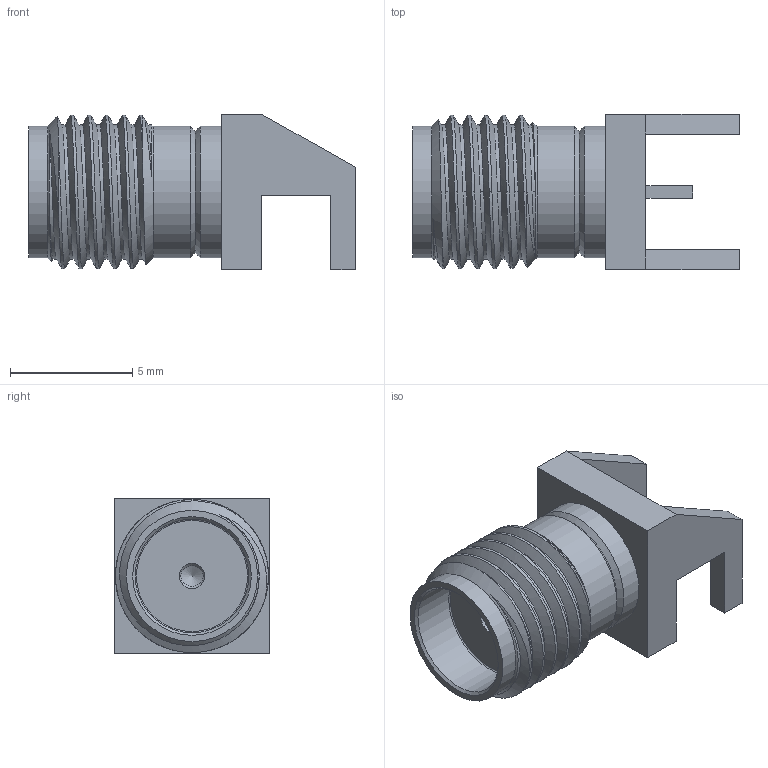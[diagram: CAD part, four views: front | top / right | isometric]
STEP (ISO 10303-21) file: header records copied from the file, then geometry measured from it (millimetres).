
FILE_DESCRIPTION(/* description */ (''),/* implementation_level */ '2;1');
FILE_NAME(/* name */ '0732512440 v1.step',/* time_stamp */ '2024-01-26T22:00:23+09:00',/* author */ (''),/* organization */ (''),/* preprocessor_version */ 'ST-DEVELOPER v20',/* originating_system */ 'Autodesk Translation Framework v12.14.0.127',/* authorisation */ '');
FILE_SCHEMA (('AUTOMOTIVE_DESIGN { 1 0 10303 214 3 1 1 }'));
Length unit declared in the file: millimetre
Products named in the file (1): 0732512440
Bounding box: 13.34 x 6.35 x 6.35 mm (x, y, z)
Volume: 245.1 mm3; surface area: 417.1 mm2
Topology: 1 solids, 1 shells, 63 faces, 166 edges, 108 vertices
Faces by surface type: plane 31, cylinder 21, cone 8, bspline 2, torus 1
Full cylindrical faces by diameter (mm): 0.965 x1, 1.036 x1, 4.644 x1, 5.359 x3, 5.489 x5, 6.257 x4
Entity records: 5997 total; most frequent: CARTESIAN_POINT 4445, ORIENTED_EDGE 330, DIRECTION 285, EDGE_CURVE 165, VERTEX_POINT 108, AXIS2_PLACEMENT_3D 98, LINE 89, VECTOR 89
